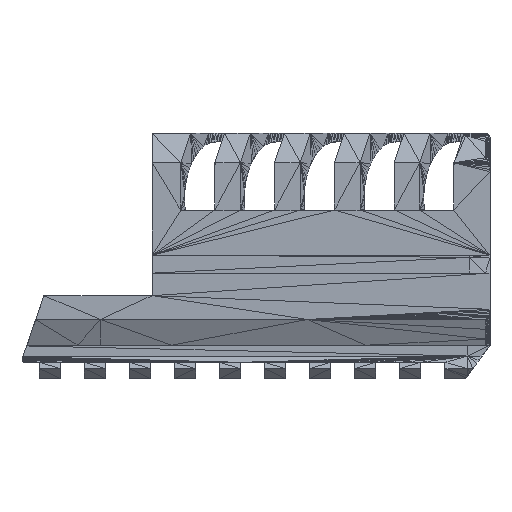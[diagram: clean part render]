
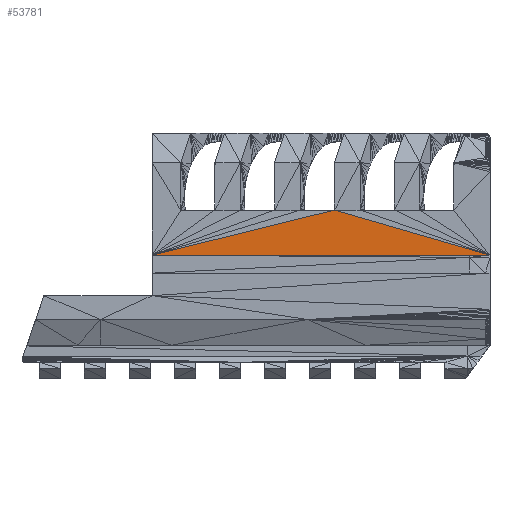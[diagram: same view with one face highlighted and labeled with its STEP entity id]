
A CAD part, front view. The second image highlights one B-rep face of the part: STEP entity #53781.
In plain terms, the highlighted planar face has unit normal (0, -1, 0).
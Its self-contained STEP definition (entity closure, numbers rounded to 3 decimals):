
#3181=FACE_OUTER_BOUND('',#7783,.T.);
#7783=EDGE_LOOP('',(#41701,#41702,#41703));
#9484=LINE('',#76475,#16387);
#14135=LINE('',#85751,#21038);
#14136=LINE('',#85753,#21039);
#16387=VECTOR('',#60397,10.);
#21038=VECTOR('',#71080,10.);
#21039=VECTOR('',#71083,10.);
#23143=VERTEX_POINT('',#76473);
#23144=VERTEX_POINT('',#76474);
#23916=VERTEX_POINT('',#80088);
#25569=EDGE_CURVE('',#23143,#23144,#9484,.T.);
#30220=EDGE_CURVE('',#23916,#23144,#14135,.T.);
#30221=EDGE_CURVE('',#23143,#23916,#14136,.T.);
#41701=ORIENTED_EDGE('',*,*,#30220,.F.);
#41702=ORIENTED_EDGE('',*,*,#30221,.F.);
#41703=ORIENTED_EDGE('',*,*,#25569,.T.);
#49179=PLANE('',#58398);
#53781=ADVANCED_FACE('',(#3181),#49179,.T.);
#58398=AXIS2_PLACEMENT_3D('',#85752,#71081,#71082);
#60397=DIRECTION('',(1.,0.,0.));
#71080=DIRECTION('',(0.961,0.,-0.278));
#71081=DIRECTION('center_axis',(0.,-1.,0.));
#71082=DIRECTION('ref_axis',(0.,0.,-1.));
#71083=DIRECTION('',(0.971,0.,0.24));
#76473=CARTESIAN_POINT('',(-342.824,-149.467,401.794));
#76474=CARTESIAN_POINT('',(407.179,-149.467,401.794));
#76475=CARTESIAN_POINT('',(-342.824,-149.467,401.794));
#80088=CARTESIAN_POINT('',(61.746,-149.467,501.794));
#85751=CARTESIAN_POINT('',(61.746,-149.467,501.794));
#85752=CARTESIAN_POINT('Origin',(-342.824,-149.467,401.794));
#85753=CARTESIAN_POINT('',(-342.824,-149.467,401.794));
